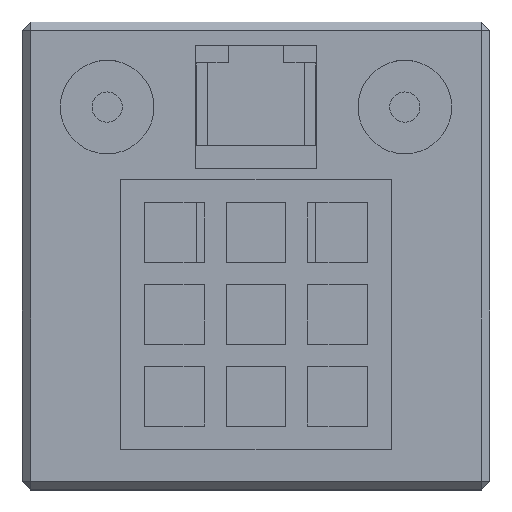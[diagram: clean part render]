
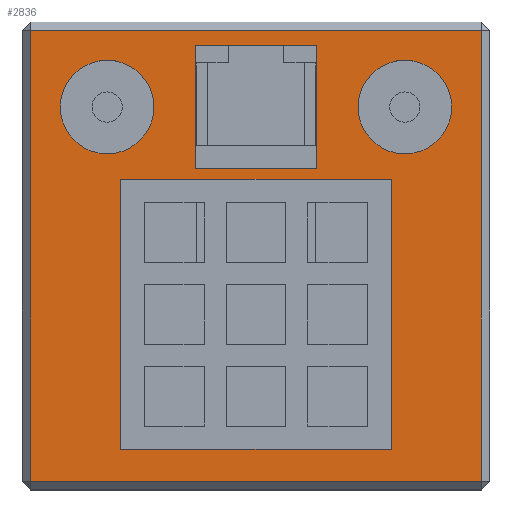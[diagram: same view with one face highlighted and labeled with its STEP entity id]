
A CAD part, top view. The second image highlights one B-rep face of the part: STEP entity #2836.
In plain terms, the highlighted planar face has unit normal (0, 0, 1).
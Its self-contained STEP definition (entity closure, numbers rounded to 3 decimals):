
#49=CIRCLE('',#3021,11.);
#50=CIRCLE('',#3022,11.);
#105=FACE_BOUND('',#336,.T.);
#106=FACE_BOUND('',#337,.T.);
#107=FACE_BOUND('',#338,.T.);
#108=FACE_BOUND('',#339,.T.);
#170=FACE_OUTER_BOUND('',#335,.T.);
#335=EDGE_LOOP('',(#1981,#1982,#1983,#1984));
#336=EDGE_LOOP('',(#1985,#1986,#1987,#1988));
#337=EDGE_LOOP('',(#1989));
#338=EDGE_LOOP('',(#1990));
#339=EDGE_LOOP('',(#1991,#1992,#1993,#1994));
#521=LINE('',#4027,#867);
#540=LINE('',#4064,#886);
#543=LINE('',#4069,#889);
#548=LINE('',#4077,#894);
#567=LINE('',#4118,#913);
#575=LINE('',#4134,#921);
#577=LINE('',#4137,#923);
#579=LINE('',#4140,#925);
#583=LINE('',#4153,#929);
#584=LINE('',#4155,#930);
#585=LINE('',#4157,#931);
#586=LINE('',#4158,#932);
#867=VECTOR('',#3231,10.);
#886=VECTOR('',#3262,10.);
#889=VECTOR('',#3267,10.);
#894=VECTOR('',#3276,10.);
#913=VECTOR('',#3309,10.);
#921=VECTOR('',#3323,10.);
#923=VECTOR('',#3327,10.);
#925=VECTOR('',#3331,10.);
#929=VECTOR('',#3345,10.);
#930=VECTOR('',#3346,10.);
#931=VECTOR('',#3347,10.);
#932=VECTOR('',#3348,10.);
#1213=VERTEX_POINT('',#4025);
#1214=VERTEX_POINT('',#4026);
#1225=VERTEX_POINT('',#4061);
#1226=VERTEX_POINT('',#4063);
#1230=VERTEX_POINT('',#4080);
#1235=VERTEX_POINT('',#4093);
#1240=VERTEX_POINT('',#4106);
#1245=VERTEX_POINT('',#4122);
#1249=VERTEX_POINT('',#4147);
#1250=VERTEX_POINT('',#4149);
#1251=VERTEX_POINT('',#4151);
#1252=VERTEX_POINT('',#4152);
#1253=VERTEX_POINT('',#4154);
#1254=VERTEX_POINT('',#4156);
#1475=EDGE_CURVE('',#1213,#1214,#521,.T.);
#1494=EDGE_CURVE('',#1226,#1225,#540,.T.);
#1497=EDGE_CURVE('',#1214,#1226,#543,.T.);
#1502=EDGE_CURVE('',#1225,#1213,#548,.T.);
#1521=EDGE_CURVE('',#1230,#1240,#567,.T.);
#1529=EDGE_CURVE('',#1240,#1245,#575,.T.);
#1531=EDGE_CURVE('',#1245,#1235,#577,.T.);
#1533=EDGE_CURVE('',#1235,#1230,#579,.T.);
#1537=EDGE_CURVE('',#1249,#1249,#49,.T.);
#1538=EDGE_CURVE('',#1250,#1250,#50,.T.);
#1539=EDGE_CURVE('',#1251,#1252,#583,.T.);
#1540=EDGE_CURVE('',#1252,#1253,#584,.T.);
#1541=EDGE_CURVE('',#1253,#1254,#585,.T.);
#1542=EDGE_CURVE('',#1254,#1251,#586,.T.);
#1981=ORIENTED_EDGE('',*,*,#1521,.F.);
#1982=ORIENTED_EDGE('',*,*,#1533,.F.);
#1983=ORIENTED_EDGE('',*,*,#1531,.F.);
#1984=ORIENTED_EDGE('',*,*,#1529,.F.);
#1985=ORIENTED_EDGE('',*,*,#1494,.T.);
#1986=ORIENTED_EDGE('',*,*,#1502,.T.);
#1987=ORIENTED_EDGE('',*,*,#1475,.T.);
#1988=ORIENTED_EDGE('',*,*,#1497,.T.);
#1989=ORIENTED_EDGE('',*,*,#1537,.T.);
#1990=ORIENTED_EDGE('',*,*,#1538,.T.);
#1991=ORIENTED_EDGE('',*,*,#1539,.T.);
#1992=ORIENTED_EDGE('',*,*,#1540,.T.);
#1993=ORIENTED_EDGE('',*,*,#1541,.T.);
#1994=ORIENTED_EDGE('',*,*,#1542,.T.);
#2699=PLANE('',#3020);
#2836=ADVANCED_FACE('',(#170,#105,#106,#107,#108),#2699,.T.);
#3020=AXIS2_PLACEMENT_3D('',#4146,#3339,#3340);
#3021=AXIS2_PLACEMENT_3D('',#4148,#3341,#3342);
#3022=AXIS2_PLACEMENT_3D('',#4150,#3343,#3344);
#3231=DIRECTION('',(-1.,0.,0.));
#3262=DIRECTION('',(1.,0.,0.));
#3267=DIRECTION('',(0.,1.,0.));
#3276=DIRECTION('',(0.,-1.,0.));
#3309=DIRECTION('',(0.,-1.,0.));
#3323=DIRECTION('',(-1.,0.,0.));
#3327=DIRECTION('',(0.,1.,0.));
#3331=DIRECTION('',(1.,0.,0.));
#3339=DIRECTION('center_axis',(0.,0.,1.));
#3340=DIRECTION('ref_axis',(-1.,0.,0.));
#3341=DIRECTION('center_axis',(0.,0.,-1.));
#3342=DIRECTION('ref_axis',(-1.,0.,0.));
#3343=DIRECTION('center_axis',(0.,0.,-1.));
#3344=DIRECTION('ref_axis',(-1.,0.,0.));
#3345=DIRECTION('',(1.,0.,0.));
#3346=DIRECTION('',(0.,-1.,0.));
#3347=DIRECTION('',(-1.,0.,0.));
#3348=DIRECTION('',(0.,1.,0.));
#4025=CARTESIAN_POINT('',(14.25,20.5,7.));
#4026=CARTESIAN_POINT('',(-14.25,20.5,7.));
#4027=CARTESIAN_POINT('',(7.125,20.5,7.));
#4061=CARTESIAN_POINT('',(14.25,49.5,7.));
#4063=CARTESIAN_POINT('',(-14.25,49.5,7.));
#4064=CARTESIAN_POINT('',(3.25,49.5,7.));
#4069=CARTESIAN_POINT('',(-14.25,22.75,7.));
#4077=CARTESIAN_POINT('',(14.25,13.,7.));
#4080=CARTESIAN_POINT('',(53.,53.,7.));
#4093=CARTESIAN_POINT('',(-53.,53.,7.));
#4106=CARTESIAN_POINT('',(53.,-53.,7.));
#4118=CARTESIAN_POINT('',(53.,-27.5,7.));
#4122=CARTESIAN_POINT('',(-53.,-53.,7.));
#4134=CARTESIAN_POINT('',(-27.5,-53.,7.));
#4137=CARTESIAN_POINT('',(-53.,27.5,7.));
#4140=CARTESIAN_POINT('',(27.5,53.,7.));
#4146=CARTESIAN_POINT('Origin',(0.,0.,7.));
#4147=CARTESIAN_POINT('',(46.,35.,7.));
#4148=CARTESIAN_POINT('Origin',(35.,35.,7.));
#4149=CARTESIAN_POINT('',(-24.,35.,7.));
#4150=CARTESIAN_POINT('Origin',(-35.,35.,7.));
#4151=CARTESIAN_POINT('',(-31.75,18.,7.));
#4152=CARTESIAN_POINT('',(31.75,18.,7.));
#4153=CARTESIAN_POINT('',(-31.75,18.,7.));
#4154=CARTESIAN_POINT('',(31.75,-45.5,7.));
#4155=CARTESIAN_POINT('',(31.75,18.,7.));
#4156=CARTESIAN_POINT('',(-31.75,-45.5,7.));
#4157=CARTESIAN_POINT('',(31.75,-45.5,7.));
#4158=CARTESIAN_POINT('',(-31.75,-45.5,7.));
